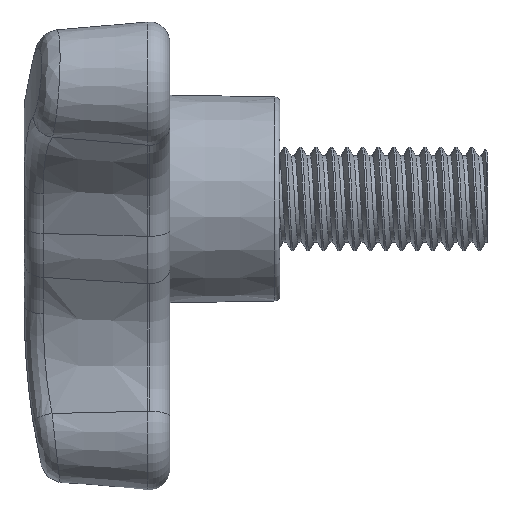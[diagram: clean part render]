
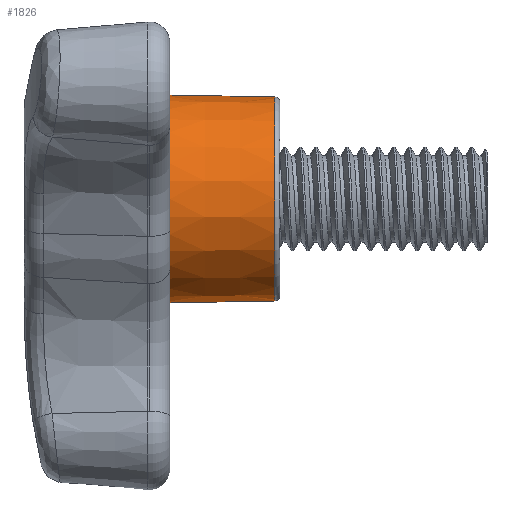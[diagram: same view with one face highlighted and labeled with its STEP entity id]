
A CAD part, left-side view. The second image highlights one B-rep face of the part: STEP entity #1826.
In plain terms, the highlighted conical face has half-angle 1 degrees and reference radius 10 mm.
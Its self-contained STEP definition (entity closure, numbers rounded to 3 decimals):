
#400 = CARTESIAN_POINT ( 'NONE',  ( 0., -14., 10. ) ) ;
#1524 = CARTESIAN_POINT ( 'NONE',  ( 0., -24.109, 9.824 ) ) ;
#1528 = LINE ( 'NONE', #5386, #9196 ) ;
#1560 = CONICAL_SURFACE ( 'NONE', #7829, 10., 0.017 ) ;
#1626 = EDGE_CURVE ( 'NONE', #6305, #6853, #6209, .T. ) ;
#1693 = DIRECTION ( 'NONE',  ( 0., 1., 0.017 ) ) ;
#1797 = CARTESIAN_POINT ( 'NONE',  ( 0., -24.109, -9.824 ) ) ;
#1826 = ADVANCED_FACE ( 'NONE', ( #4817 ), #1560, .T. ) ;
#2325 = ORIENTED_EDGE ( 'NONE', *, *, #1626, .T. ) ;
#2662 = VERTEX_POINT ( 'NONE', #1524 ) ;
#2999 = DIRECTION ( 'NONE',  ( 0., 1., 0. ) ) ;
#4152 = DIRECTION ( 'NONE',  ( 0., 1., 0. ) ) ;
#4472 = ORIENTED_EDGE ( 'NONE', *, *, #7029, .F. ) ;
#4817 = FACE_OUTER_BOUND ( 'NONE', #9283, .T. ) ;
#4852 = CARTESIAN_POINT ( 'NONE',  ( 0., -14., 0. ) ) ;
#5237 = AXIS2_PLACEMENT_3D ( 'NONE', #6672, #4152, #6620 ) ;
#5386 = CARTESIAN_POINT ( 'NONE',  ( 0., -14., -10. ) ) ;
#5391 = CARTESIAN_POINT ( 'NONE',  ( 0., -14., 0. ) ) ;
#5486 = LINE ( 'NONE', #400, #6700 ) ;
#6209 = CIRCLE ( 'NONE', #9133, 10. ) ;
#6305 = VERTEX_POINT ( 'NONE', #16181 ) ;
#6620 = DIRECTION ( 'NONE',  ( 0., 0., 1. ) ) ;
#6672 = CARTESIAN_POINT ( 'NONE',  ( 0., -24.109, 0. ) ) ;
#6700 = VECTOR ( 'NONE', #1693, 1000. ) ;
#6853 = VERTEX_POINT ( 'NONE', #12908 ) ;
#7029 = EDGE_CURVE ( 'NONE', #11102, #6853, #1528, .T. ) ;
#7829 = AXIS2_PLACEMENT_3D ( 'NONE', #5391, #2999, #11831 ) ;
#8666 = DIRECTION ( 'NONE',  ( 0., -1., 0. ) ) ;
#8822 = DIRECTION ( 'NONE',  ( 0., 0., 1. ) ) ;
#9133 = AXIS2_PLACEMENT_3D ( 'NONE', #4852, #8666, #8822 ) ;
#9196 = VECTOR ( 'NONE', #9209, 1000. ) ;
#9209 = DIRECTION ( 'NONE',  ( 0., 1., -0.017 ) ) ;
#9276 = ORIENTED_EDGE ( 'NONE', *, *, #15391, .T. ) ;
#9283 = EDGE_LOOP ( 'NONE', ( #9276, #11515, #2325, #4472 ) ) ;
#11058 = EDGE_CURVE ( 'NONE', #2662, #6305, #5486, .T. ) ;
#11102 = VERTEX_POINT ( 'NONE', #1797 ) ;
#11515 = ORIENTED_EDGE ( 'NONE', *, *, #11058, .T. ) ;
#11831 = DIRECTION ( 'NONE',  ( 0., 0., -1. ) ) ;
#12742 = CIRCLE ( 'NONE', #5237, 9.824 ) ;
#12908 = CARTESIAN_POINT ( 'NONE',  ( 0., -14., -10. ) ) ;
#15391 = EDGE_CURVE ( 'NONE', #11102, #2662, #12742, .T. ) ;
#16181 = CARTESIAN_POINT ( 'NONE',  ( 0., -14., 10. ) ) ;
